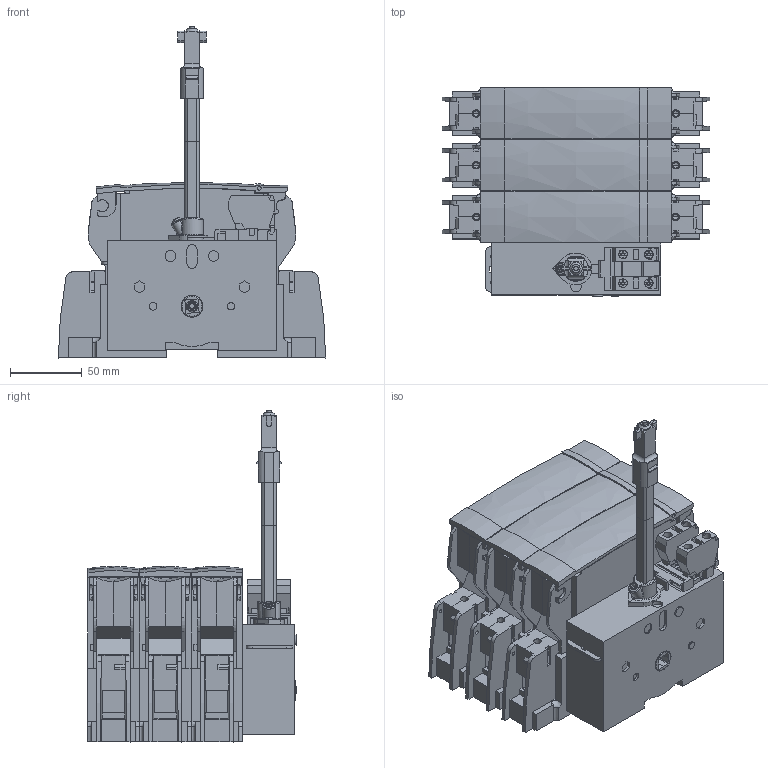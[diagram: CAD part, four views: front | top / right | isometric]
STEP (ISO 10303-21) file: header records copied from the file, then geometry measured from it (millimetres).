
FILE_DESCRIPTION(/* description */ (''),/* implementation_level */ '2;1');
FILE_NAME(/* name */ 'test1.stp',/* time_stamp */ '2011-12-08T21:41:37+01:00',/* author */ (''),/* organization */ (''),/* preprocessor_version */ 'ST-DEVELOPER v11',/* originating_system */ 'SIEMENS PLM Software NX 7.5',/* authorisation */ '');
FILE_SCHEMA (('CONFIG_CONTROL_DESIGN'));
Products named in the file (1): laur8244h9wy
Bounding box: 186 x 145.3 x 231.1 mm (x, y, z)
Volume: 2085535.2 mm3; surface area: 290065.7 mm2
Topology: 11 solids, 13 shells, 2084 faces, 5803 edges, 3843 vertices
Faces by surface type: plane 1376, cylinder 269, cone 188, bspline 184, extrusion 60, torus 7
Full cylindrical faces by diameter (mm): 2.5 x1, 2.6 x6, 3 x1, 3.3 x1, 5 x1, 5.15 x2, 5.2 x12, 5.3 x6, 5.35 x2, 5.8 x4, 6 x2, 7.2 x1, 7.3 x7, 7.5 x8, 8 x1, 15.3 x1, 15.8 x1, 16 x1
Entity records: 106666 total; most frequent: CARTESIAN_POINT 55791, ORIENTED_EDGE 11404, DIRECTION 9074, EDGE_CURVE 5702, VERTEX_POINT 3813, VECTOR 3624, LINE 3564, AXIS2_PLACEMENT_3D 2725
